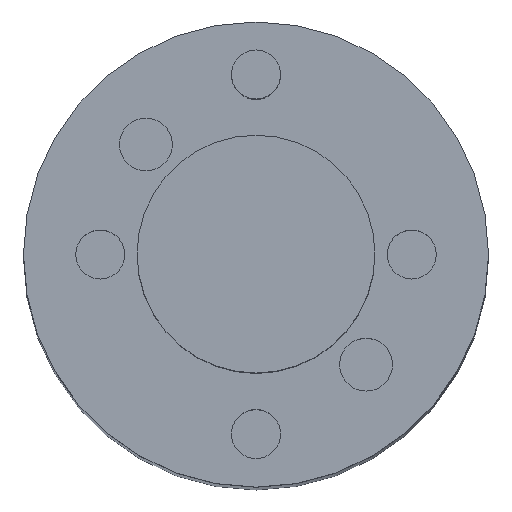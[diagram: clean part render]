
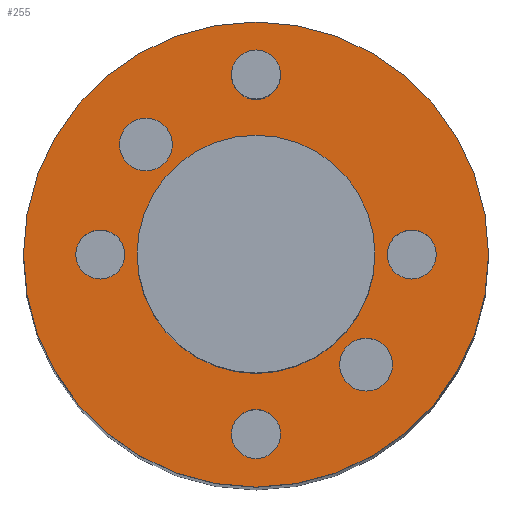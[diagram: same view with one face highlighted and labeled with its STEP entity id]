
A CAD part, top view. The second image highlights one B-rep face of the part: STEP entity #255.
In plain terms, the highlighted planar face has unit normal (0, 0, 1).
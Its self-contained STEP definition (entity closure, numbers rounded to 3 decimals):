
#19=FACE_BOUND('',#66,.T.);
#20=FACE_BOUND('',#67,.T.);
#21=FACE_BOUND('',#68,.T.);
#22=FACE_BOUND('',#69,.T.);
#23=FACE_BOUND('',#70,.T.);
#24=FACE_BOUND('',#71,.T.);
#25=FACE_BOUND('',#72,.T.);
#33=PLANE('',#304);
#48=FACE_OUTER_BOUND('',#65,.T.);
#65=EDGE_LOOP('',(#209));
#66=EDGE_LOOP('',(#210));
#67=EDGE_LOOP('',(#211));
#68=EDGE_LOOP('',(#212));
#69=EDGE_LOOP('',(#213));
#70=EDGE_LOOP('',(#214));
#71=EDGE_LOOP('',(#215));
#72=EDGE_LOOP('',(#216));
#107=CIRCLE('',#281,4.5);
#108=CIRCLE('',#284,1.);
#110=CIRCLE('',#287,1.);
#112=CIRCLE('',#290,0.927);
#114=CIRCLE('',#293,0.927);
#116=CIRCLE('',#296,0.927);
#118=CIRCLE('',#299,0.927);
#120=CIRCLE('',#302,8.801);
#127=VERTEX_POINT('',#406);
#128=VERTEX_POINT('',#411);
#130=VERTEX_POINT('',#417);
#132=VERTEX_POINT('',#423);
#134=VERTEX_POINT('',#429);
#136=VERTEX_POINT('',#435);
#138=VERTEX_POINT('',#441);
#140=VERTEX_POINT('',#447);
#148=EDGE_CURVE('',#127,#127,#107,.T.);
#149=EDGE_CURVE('',#128,#128,#108,.T.);
#152=EDGE_CURVE('',#130,#130,#110,.T.);
#155=EDGE_CURVE('',#132,#132,#112,.T.);
#158=EDGE_CURVE('',#134,#134,#114,.T.);
#161=EDGE_CURVE('',#136,#136,#116,.T.);
#164=EDGE_CURVE('',#138,#138,#118,.T.);
#167=EDGE_CURVE('',#140,#140,#120,.T.);
#209=ORIENTED_EDGE('',*,*,#167,.T.);
#210=ORIENTED_EDGE('',*,*,#148,.T.);
#211=ORIENTED_EDGE('',*,*,#164,.T.);
#212=ORIENTED_EDGE('',*,*,#161,.T.);
#213=ORIENTED_EDGE('',*,*,#158,.T.);
#214=ORIENTED_EDGE('',*,*,#155,.T.);
#215=ORIENTED_EDGE('',*,*,#152,.T.);
#216=ORIENTED_EDGE('',*,*,#149,.T.);
#255=ADVANCED_FACE('',(#48,#19,#20,#21,#22,#23,#24,#25),#33,.T.);
#281=AXIS2_PLACEMENT_3D('',#408,#323,#324);
#284=AXIS2_PLACEMENT_3D('',#412,#329,#330);
#287=AXIS2_PLACEMENT_3D('',#418,#336,#337);
#290=AXIS2_PLACEMENT_3D('',#424,#343,#344);
#293=AXIS2_PLACEMENT_3D('',#430,#350,#351);
#296=AXIS2_PLACEMENT_3D('',#436,#357,#358);
#299=AXIS2_PLACEMENT_3D('',#442,#364,#365);
#302=AXIS2_PLACEMENT_3D('',#448,#371,#372);
#304=AXIS2_PLACEMENT_3D('',#452,#376,#377);
#323=DIRECTION('center_axis',(0.,0.,-1.));
#324=DIRECTION('ref_axis',(-1.,0.,0.));
#329=DIRECTION('center_axis',(0.,0.,-1.));
#330=DIRECTION('ref_axis',(1.,0.,0.));
#336=DIRECTION('center_axis',(0.,0.,-1.));
#337=DIRECTION('ref_axis',(1.,0.,0.));
#343=DIRECTION('center_axis',(0.,0.,-1.));
#344=DIRECTION('ref_axis',(1.,0.,0.));
#350=DIRECTION('center_axis',(0.,0.,-1.));
#351=DIRECTION('ref_axis',(1.,0.,0.));
#357=DIRECTION('center_axis',(0.,0.,-1.));
#358=DIRECTION('ref_axis',(1.,0.,0.));
#364=DIRECTION('center_axis',(0.,0.,-1.));
#365=DIRECTION('ref_axis',(1.,0.,0.));
#371=DIRECTION('center_axis',(0.,0.,1.));
#372=DIRECTION('ref_axis',(1.,0.,0.));
#376=DIRECTION('center_axis',(0.,0.,1.));
#377=DIRECTION('ref_axis',(1.,0.,0.));
#406=CARTESIAN_POINT('',(4.5,0.,3.175));
#408=CARTESIAN_POINT('Origin',(0.,0.,3.175));
#411=CARTESIAN_POINT('',(3.167,-4.167,3.175));
#412=CARTESIAN_POINT('Origin',(4.167,-4.167,3.175));
#417=CARTESIAN_POINT('',(-5.167,4.167,3.175));
#418=CARTESIAN_POINT('Origin',(-4.167,4.167,3.175));
#423=CARTESIAN_POINT('',(4.966,0.,3.175));
#424=CARTESIAN_POINT('Origin',(5.893,0.,3.175));
#429=CARTESIAN_POINT('',(-6.82,0.,3.175));
#430=CARTESIAN_POINT('Origin',(-5.893,0.,3.175));
#435=CARTESIAN_POINT('',(-0.927,-6.795,3.175));
#436=CARTESIAN_POINT('Origin',(0.,-6.795,3.175));
#441=CARTESIAN_POINT('',(-0.927,6.795,3.175));
#442=CARTESIAN_POINT('Origin',(0.,6.795,3.175));
#447=CARTESIAN_POINT('',(-8.801,0.,3.175));
#448=CARTESIAN_POINT('Origin',(0.,0.,3.175));
#452=CARTESIAN_POINT('Origin',(0.,0.,3.175));
